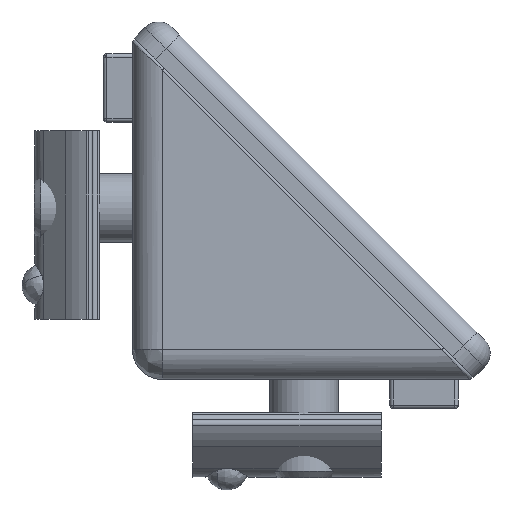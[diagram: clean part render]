
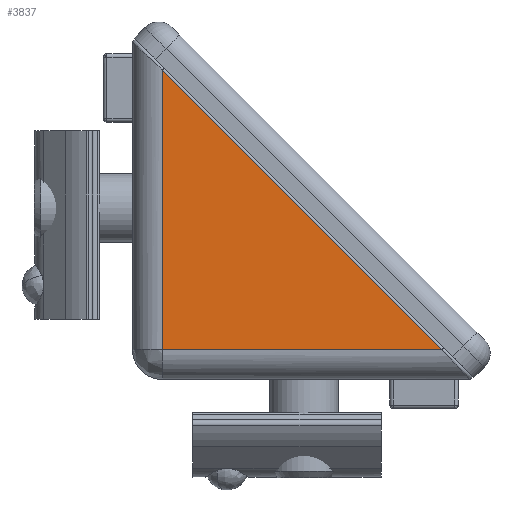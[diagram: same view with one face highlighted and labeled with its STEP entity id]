
A CAD part, front view. The second image highlights one B-rep face of the part: STEP entity #3837.
In plain terms, the highlighted planar face has unit normal (0, -1, 0).
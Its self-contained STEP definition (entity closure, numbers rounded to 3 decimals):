
#540 = PLANE ( 'NONE',  #4498 ) ;
#881 = CARTESIAN_POINT ( 'NONE',  ( 79.996, -20., 0.003 ) ) ;
#886 = DIRECTION ( 'NONE',  ( 0., 0., 1. ) ) ;
#946 = DIRECTION ( 'NONE',  ( 0., 1., 0. ) ) ;
#1479 = EDGE_LOOP ( 'NONE', ( #6927, #6972, #6786 ) ) ;
#1972 = FACE_OUTER_BOUND ( 'NONE', #1479, .T. ) ;
#3302 = DIRECTION ( 'NONE',  ( -1., 0., 0. ) ) ;
#3319 = CARTESIAN_POINT ( 'NONE',  ( 21.384, -20., 3.503 ) ) ;
#3323 = DIRECTION ( 'NONE',  ( 0., 0., 1. ) ) ;
#3324 = CARTESIAN_POINT ( 'NONE',  ( 3.496, -20., 0.003 ) ) ;
#3513 = DIRECTION ( 'NONE',  ( 0.707, 0., -0.707 ) ) ;
#3522 = CARTESIAN_POINT ( 'NONE',  ( 36.283, -20., 3.291 ) ) ;
#3837 = ADVANCED_FACE ( 'NONE', ( #1972 ), #540, .F. ) ;
#4020 = EDGE_CURVE ( 'NONE', #8221, #8242, #5206, .T. ) ;
#4092 = EDGE_CURVE ( 'NONE', #8411, #8221, #5128, .T. ) ;
#4098 = EDGE_CURVE ( 'NONE', #8242, #8411, #5125, .T. ) ;
#4498 = AXIS2_PLACEMENT_3D ( 'NONE', #881, #946, #886 ) ;
#5118 = VECTOR ( 'NONE', #3302, 1000. ) ;
#5125 = LINE ( 'NONE', #3319, #5118 ) ;
#5127 = VECTOR ( 'NONE', #3323, 1000. ) ;
#5128 = LINE ( 'NONE', #3324, #5127 ) ;
#5206 = LINE ( 'NONE', #3522, #5216 ) ;
#5216 = VECTOR ( 'NONE', #3513, 1000. ) ;
#6245 = CARTESIAN_POINT ( 'NONE',  ( 36.071, -20., 3.503 ) ) ;
#6635 = CARTESIAN_POINT ( 'NONE',  ( 3.496, -20., 36.078 ) ) ;
#6786 = ORIENTED_EDGE ( 'NONE', *, *, #4020, .F. ) ;
#6921 = CARTESIAN_POINT ( 'NONE',  ( 3.496, -20., 3.503 ) ) ;
#6927 = ORIENTED_EDGE ( 'NONE', *, *, #4092, .F. ) ;
#6972 = ORIENTED_EDGE ( 'NONE', *, *, #4098, .F. ) ;
#8221 = VERTEX_POINT ( 'NONE', #6635 ) ;
#8242 = VERTEX_POINT ( 'NONE', #6245 ) ;
#8411 = VERTEX_POINT ( 'NONE', #6921 ) ;
